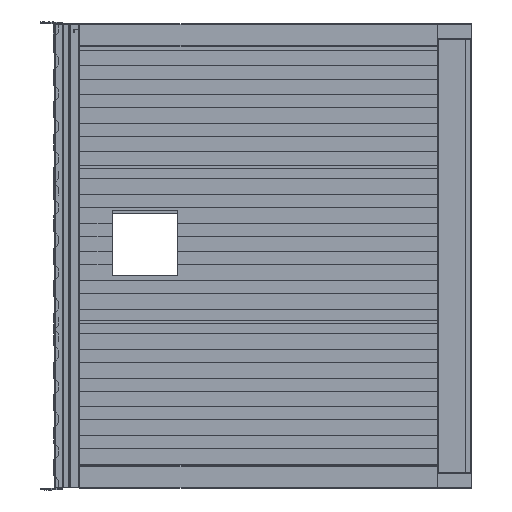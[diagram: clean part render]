
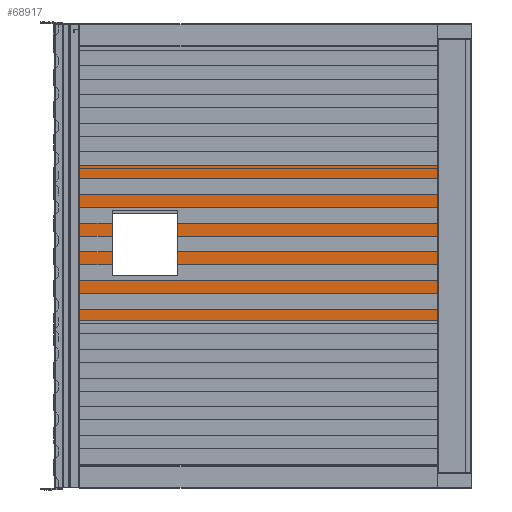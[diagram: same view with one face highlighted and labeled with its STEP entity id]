
A CAD part, left-side view. The second image highlights one B-rep face of the part: STEP entity #68917.
In plain terms, the highlighted free-form (B-spline) face has degree [1, 1] with [2, 2] control points.
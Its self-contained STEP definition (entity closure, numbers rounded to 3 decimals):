
#68888 = VERTEX_POINT('',#68889);
#68889 = CARTESIAN_POINT('',(-4263.904,-1242.294,
    6565.666));
#68894 = EDGE_CURVE('',#68895,#68888,#68897,.T.);
#68895 = VERTEX_POINT('',#68896);
#68896 = CARTESIAN_POINT('',(-4263.904,1081.924,
    6565.666));
#68897 = B_SPLINE_CURVE_WITH_KNOTS('',1,(#68898,#68899),.UNSPECIFIED.,
  .F.,.F.,(2,2),(-0.,2330.),.PIECEWISE_BEZIER_KNOTS.);
#68898 = CARTESIAN_POINT('',(-4263.904,1081.924,
    6565.666));
#68899 = CARTESIAN_POINT('',(-4263.904,-1242.294,
    6565.666));
#68917 = ADVANCED_FACE('',(#68918,#68948),#68970,.F.);
#68918 = FACE_BOUND('',#68919,.T.);
#68919 = EDGE_LOOP('',(#68920,#68929,#68936,#68943));
#68920 = ORIENTED_EDGE('',*,*,#68921,.T.);
#68921 = EDGE_CURVE('',#68922,#68924,#68926,.T.);
#68922 = VERTEX_POINT('',#68923);
#68923 = CARTESIAN_POINT('',(-4263.904,433.537,
    7273.904));
#68924 = VERTEX_POINT('',#68925);
#68925 = CARTESIAN_POINT('',(-4263.904,433.537,
    6854.946));
#68926 = B_SPLINE_CURVE_WITH_KNOTS('',1,(#68927,#68928),.UNSPECIFIED.,
  .F.,.F.,(2,2),(-710.,-290.),.PIECEWISE_BEZIER_KNOTS.);
#68927 = CARTESIAN_POINT('',(-4263.904,433.537,
    7273.904));
#68928 = CARTESIAN_POINT('',(-4263.904,433.537,
    6854.946));
#68929 = ORIENTED_EDGE('',*,*,#68930,.T.);
#68930 = EDGE_CURVE('',#68924,#68931,#68933,.T.);
#68931 = VERTEX_POINT('',#68932);
#68932 = CARTESIAN_POINT('',(-4263.904,852.494,
    6854.946));
#68933 = B_SPLINE_CURVE_WITH_KNOTS('',1,(#68934,#68935),.UNSPECIFIED.,
  .F.,.F.,(2,2),(-650.,-230.),.PIECEWISE_BEZIER_KNOTS.);
#68934 = CARTESIAN_POINT('',(-4263.904,433.537,
    6854.946));
#68935 = CARTESIAN_POINT('',(-4263.904,852.494,
    6854.946));
#68936 = ORIENTED_EDGE('',*,*,#68937,.T.);
#68937 = EDGE_CURVE('',#68931,#68938,#68940,.T.);
#68938 = VERTEX_POINT('',#68939);
#68939 = CARTESIAN_POINT('',(-4263.904,852.494,
    7273.904));
#68940 = B_SPLINE_CURVE_WITH_KNOTS('',1,(#68941,#68942),.UNSPECIFIED.,
  .F.,.F.,(2,2),(290.,710.),.PIECEWISE_BEZIER_KNOTS.);
#68941 = CARTESIAN_POINT('',(-4263.904,852.494,
    6854.946));
#68942 = CARTESIAN_POINT('',(-4263.904,852.494,
    7273.904));
#68943 = ORIENTED_EDGE('',*,*,#68944,.T.);
#68944 = EDGE_CURVE('',#68938,#68922,#68945,.T.);
#68945 = B_SPLINE_CURVE_WITH_KNOTS('',1,(#68946,#68947),.UNSPECIFIED.,
  .F.,.F.,(2,2),(230.,650.),.PIECEWISE_BEZIER_KNOTS.);
#68946 = CARTESIAN_POINT('',(-4263.904,852.494,
    7273.904));
#68947 = CARTESIAN_POINT('',(-4263.904,433.537,
    7273.904));
#68948 = FACE_BOUND('',#68949,.T.);
#68949 = EDGE_LOOP('',(#68950,#68957,#68964,#68969));
#68950 = ORIENTED_EDGE('',*,*,#68951,.T.);
#68951 = EDGE_CURVE('',#68888,#68952,#68954,.T.);
#68952 = VERTEX_POINT('',#68953);
#68953 = CARTESIAN_POINT('',(-4263.904,-1242.294,
    7563.184));
#68954 = B_SPLINE_CURVE_WITH_KNOTS('',1,(#68955,#68956),.UNSPECIFIED.,
  .F.,.F.,(2,2),(0.,1000.),.PIECEWISE_BEZIER_KNOTS.);
#68955 = CARTESIAN_POINT('',(-4263.904,-1242.294,
    6565.666));
#68956 = CARTESIAN_POINT('',(-4263.904,-1242.294,
    7563.184));
#68957 = ORIENTED_EDGE('',*,*,#68958,.F.);
#68958 = EDGE_CURVE('',#68959,#68952,#68961,.T.);
#68959 = VERTEX_POINT('',#68960);
#68960 = CARTESIAN_POINT('',(-4263.904,1081.924,
    7563.184));
#68961 = B_SPLINE_CURVE_WITH_KNOTS('',1,(#68962,#68963),.UNSPECIFIED.,
  .F.,.F.,(2,2),(-0.,2330.),.PIECEWISE_BEZIER_KNOTS.);
#68962 = CARTESIAN_POINT('',(-4263.904,1081.924,
    7563.184));
#68963 = CARTESIAN_POINT('',(-4263.904,-1242.294,
    7563.184));
#68964 = ORIENTED_EDGE('',*,*,#68965,.F.);
#68965 = EDGE_CURVE('',#68895,#68959,#68966,.T.);
#68966 = B_SPLINE_CURVE_WITH_KNOTS('',1,(#68967,#68968),.UNSPECIFIED.,
  .F.,.F.,(2,2),(0.,1000.),.PIECEWISE_BEZIER_KNOTS.);
#68967 = CARTESIAN_POINT('',(-4263.904,1081.924,
    6565.666));
#68968 = CARTESIAN_POINT('',(-4263.904,1081.924,
    7563.184));
#68969 = ORIENTED_EDGE('',*,*,#68894,.T.);
#68970 = B_SPLINE_SURFACE_WITH_KNOTS('',1,1,(
    (#68971,#68972)
    ,(#68973,#68974
  )),.UNSPECIFIED.,.F.,.F.,.F.,(2,2),(2,2),(-1000.,0.),(-2330.,0.),
  .PIECEWISE_BEZIER_KNOTS.);
#68971 = CARTESIAN_POINT('',(-4263.904,-1242.294,
    7563.184));
#68972 = CARTESIAN_POINT('',(-4263.904,1081.924,
    7563.184));
#68973 = CARTESIAN_POINT('',(-4263.904,-1242.294,
    6565.666));
#68974 = CARTESIAN_POINT('',(-4263.904,1081.924,
    6565.666));
